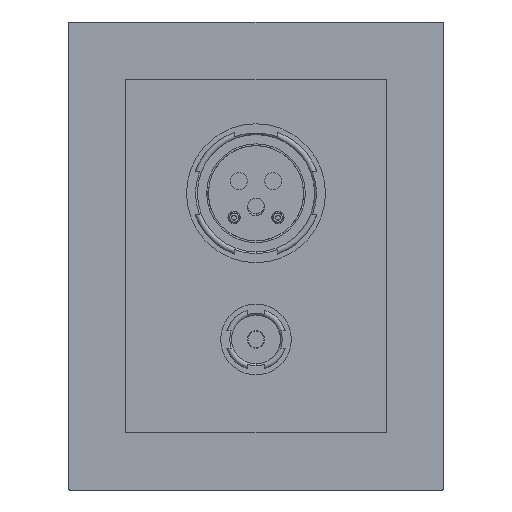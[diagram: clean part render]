
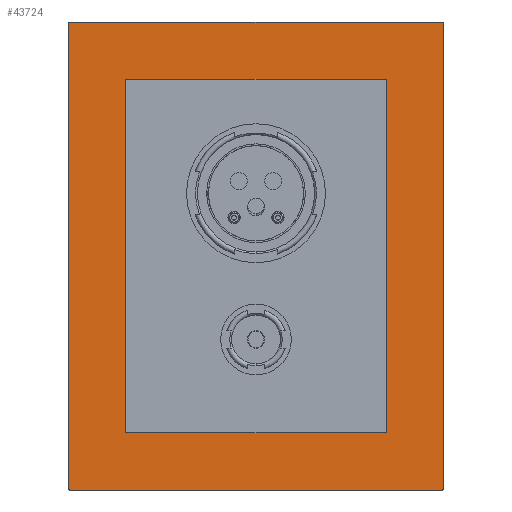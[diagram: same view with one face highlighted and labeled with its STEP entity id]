
A CAD part, front view. The second image highlights one B-rep face of the part: STEP entity #43724.
In plain terms, the highlighted planar face has unit normal (0, -1, 0).
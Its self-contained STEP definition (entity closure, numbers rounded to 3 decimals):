
#42596=CARTESIAN_POINT('',(76.5,46.,95.25));
#42597=DIRECTION('',(0.,-1.,0.));
#42598=DIRECTION('',(1.,0.,0.));
#42599=AXIS2_PLACEMENT_3D('',#42596,#42597,#42598);
#42601=DIRECTION('',(0.,0.,-1.));
#42602=VECTOR('',#42601,191.);
#42603=CARTESIAN_POINT('',(77.,46.,95.25));
#42604=LINE('',#42603,#42602);
#42605=CARTESIAN_POINT('',(76.5,46.,-95.75));
#42606=DIRECTION('',(0.,-1.,0.));
#42607=DIRECTION('',(0.,0.,-1.));
#42608=AXIS2_PLACEMENT_3D('',#42605,#42606,#42607);
#42610=DIRECTION('',(-1.,0.,0.));
#42611=VECTOR('',#42610,153.);
#42612=CARTESIAN_POINT('',(76.5,46.,-96.25));
#42613=LINE('',#42612,#42611);
#42614=CARTESIAN_POINT('',(-76.5,46.,-95.75));
#42615=DIRECTION('',(0.,-1.,0.));
#42616=DIRECTION('',(-1.,0.,0.));
#42617=AXIS2_PLACEMENT_3D('',#42614,#42615,#42616);
#42619=DIRECTION('',(0.,0.,1.));
#42620=VECTOR('',#42619,191.);
#42621=CARTESIAN_POINT('',(-77.,46.,-95.75));
#42622=LINE('',#42621,#42620);
#42623=CARTESIAN_POINT('',(-76.5,46.,95.25));
#42624=DIRECTION('',(0.,-1.,0.));
#42625=DIRECTION('',(0.,0.,1.));
#42626=AXIS2_PLACEMENT_3D('',#42623,#42624,#42625);
#42628=DIRECTION('',(1.,0.,0.));
#42629=VECTOR('',#42628,153.);
#42630=CARTESIAN_POINT('',(-76.5,46.,95.75));
#42631=LINE('',#42630,#42629);
#42712=DIRECTION('',(-1.,0.,0.));
#42713=VECTOR('',#42712,107.);
#42714=CARTESIAN_POINT('',(53.5,46.,-72.75));
#42715=LINE('',#42714,#42713);
#42756=DIRECTION('',(0.,0.,1.));
#42757=VECTOR('',#42756,145.);
#42758=CARTESIAN_POINT('',(-53.5,46.,-72.75));
#42759=LINE('',#42758,#42757);
#42764=DIRECTION('',(1.,0.,0.));
#42765=VECTOR('',#42764,107.);
#42766=CARTESIAN_POINT('',(-53.5,46.,72.25));
#42767=LINE('',#42766,#42765);
#42772=DIRECTION('',(0.,0.,-1.));
#42773=VECTOR('',#42772,145.);
#42774=CARTESIAN_POINT('',(53.5,46.,72.25));
#42775=LINE('',#42774,#42773);
#43496=CARTESIAN_POINT('',(77.,46.,95.25));
#43497=CARTESIAN_POINT('',(76.5,46.,95.75));
#43498=VERTEX_POINT('',#43496);
#43499=VERTEX_POINT('',#43497);
#43500=CARTESIAN_POINT('',(76.5,46.,-96.25));
#43501=CARTESIAN_POINT('',(77.,46.,-95.75));
#43502=VERTEX_POINT('',#43500);
#43503=VERTEX_POINT('',#43501);
#43504=CARTESIAN_POINT('',(-76.5,46.,95.75));
#43505=CARTESIAN_POINT('',(-77.,46.,95.25));
#43506=VERTEX_POINT('',#43504);
#43507=VERTEX_POINT('',#43505);
#43508=CARTESIAN_POINT('',(-77.,46.,-95.75));
#43509=CARTESIAN_POINT('',(-76.5,46.,-96.25));
#43510=VERTEX_POINT('',#43508);
#43511=VERTEX_POINT('',#43509);
#43536=CARTESIAN_POINT('',(53.5,46.,-72.75));
#43537=CARTESIAN_POINT('',(-53.5,46.,-72.75));
#43538=VERTEX_POINT('',#43536);
#43539=VERTEX_POINT('',#43537);
#43540=CARTESIAN_POINT('',(53.5,46.,72.25));
#43541=VERTEX_POINT('',#43540);
#43542=CARTESIAN_POINT('',(-53.5,46.,72.25));
#43543=VERTEX_POINT('',#43542);
#43693=CARTESIAN_POINT('',(0.,46.,-0.25));
#43694=DIRECTION('',(0.,1.,0.));
#43695=DIRECTION('',(1.,0.,0.));
#43696=AXIS2_PLACEMENT_3D('',#43693,#43694,#43695);
#43697=PLANE('',#43696);
#43699=ORIENTED_EDGE('',*,*,#43698,.F.);
#43701=ORIENTED_EDGE('',*,*,#43700,.T.);
#43702=ORIENTED_EDGE('',*,*,#43679,.F.);
#43703=ORIENTED_EDGE('',*,*,#43561,.T.);
#43705=ORIENTED_EDGE('',*,*,#43704,.F.);
#43707=ORIENTED_EDGE('',*,*,#43706,.T.);
#43709=ORIENTED_EDGE('',*,*,#43708,.F.);
#43711=ORIENTED_EDGE('',*,*,#43710,.T.);
#43712=EDGE_LOOP('',(#43699,#43701,#43702,#43703,#43705,#43707,#43709,#43711));
#43713=FACE_OUTER_BOUND('',#43712,.F.);
#43715=ORIENTED_EDGE('',*,*,#43714,.F.);
#43717=ORIENTED_EDGE('',*,*,#43716,.F.);
#43719=ORIENTED_EDGE('',*,*,#43718,.F.);
#43721=ORIENTED_EDGE('',*,*,#43720,.F.);
#43722=EDGE_LOOP('',(#43715,#43717,#43719,#43721));
#43723=FACE_BOUND('',#43722,.F.);
#43724=ADVANCED_FACE('',(#43713,#43723),#43697,.F.);
#42600=CIRCLE('',#42599,0.5);
#42609=CIRCLE('',#42608,0.5);
#42618=CIRCLE('',#42617,0.5);
#42627=CIRCLE('',#42626,0.5);
#43561=EDGE_CURVE('',#43502,#43511,#42613,.T.);
#43679=EDGE_CURVE('',#43502,#43503,#42609,.T.);
#43698=EDGE_CURVE('',#43498,#43499,#42600,.T.);
#43700=EDGE_CURVE('',#43498,#43503,#42604,.T.);
#43704=EDGE_CURVE('',#43510,#43511,#42618,.T.);
#43706=EDGE_CURVE('',#43510,#43507,#42622,.T.);
#43708=EDGE_CURVE('',#43506,#43507,#42627,.T.);
#43710=EDGE_CURVE('',#43506,#43499,#42631,.T.);
#43714=EDGE_CURVE('',#43538,#43539,#42715,.T.);
#43716=EDGE_CURVE('',#43541,#43538,#42775,.T.);
#43718=EDGE_CURVE('',#43543,#43541,#42767,.T.);
#43720=EDGE_CURVE('',#43539,#43543,#42759,.T.);
